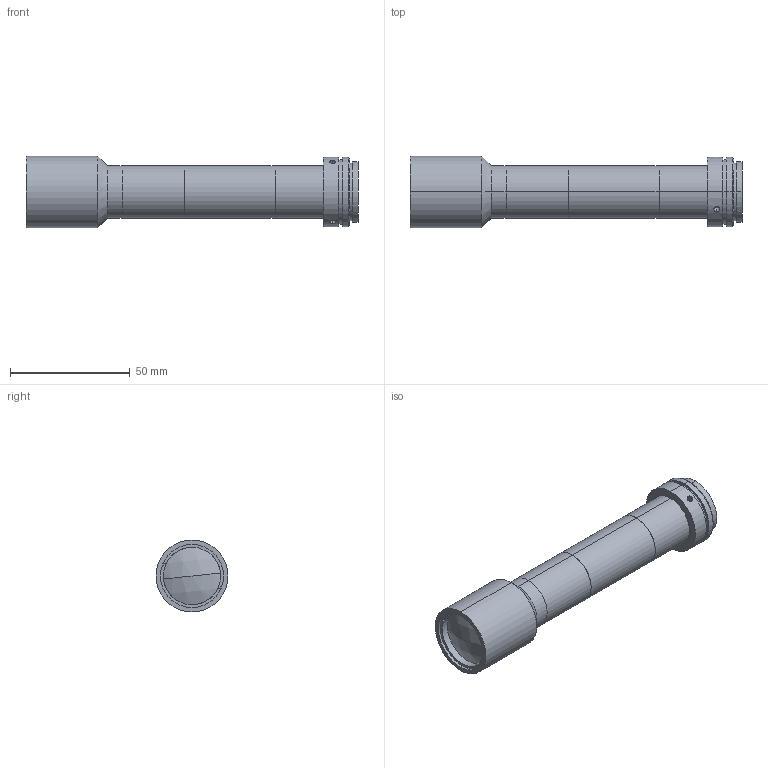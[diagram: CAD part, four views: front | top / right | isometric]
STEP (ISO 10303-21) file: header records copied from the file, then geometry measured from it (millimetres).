
FILE_DESCRIPTION (( 'STEP AP203' ), '1' );
FILE_NAME ('XF-MT4X110-蚾饜极-20160418V5.STEP', '2016-04-19T05:48:06', ( 'cherishsunshine' ), ( '' ), 'SwSTEP 2.0', 'SolidWorks 2014', '' );
FILE_SCHEMA (( 'CONFIG_CONTROL_DESIGN' ));
Length unit declared in the file: millimetre
Products named in the file (1): XF-MT4X110-蚾饜极-20160418V5
Bounding box: 138.68 x 30 x 30 mm (x, y, z)
Surface area: 15024.5 mm2 (no closed solid volume)
Topology: 0 solids, 8 shells, 62 faces, 152 edges, 105 vertices
Faces by surface type: cylinder 34, plane 22, cone 4, sphere 2
Entity records: 2144 total; most frequent: CARTESIAN_POINT 548, DIRECTION 352, ORIENTED_EDGE 262, EDGE_CURVE 152, AXIS2_PLACEMENT_3D 149, VERTEX_POINT 105, CIRCLE 86, EDGE_LOOP 79
